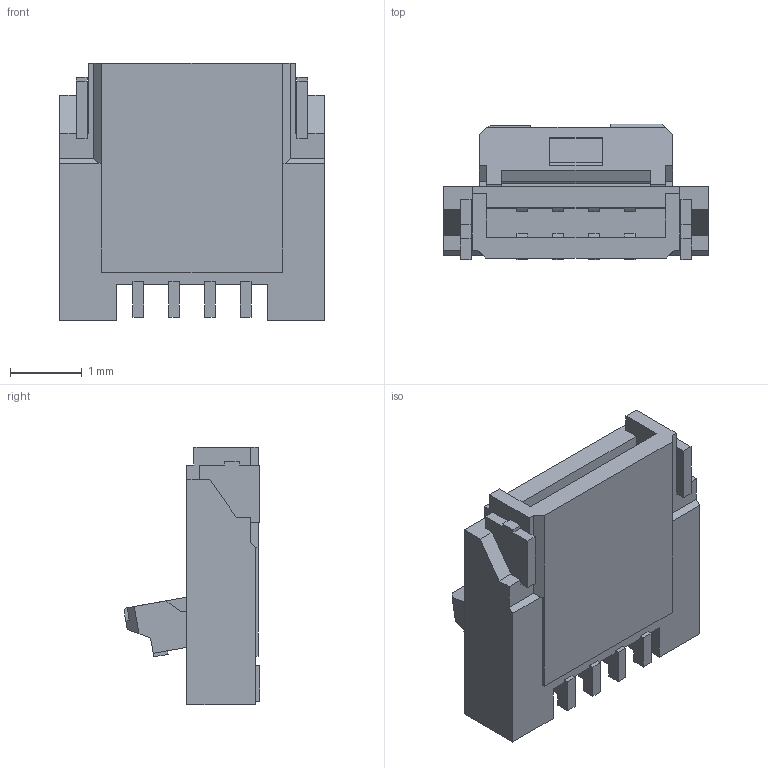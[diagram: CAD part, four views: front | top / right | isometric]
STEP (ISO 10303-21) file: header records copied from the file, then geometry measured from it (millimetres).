
FILE_DESCRIPTION((''),'2;1');
FILE_NAME('5034800400','2019-03-11T',('gga'),(''),'PRO/ENGINEER BY PARAMETRIC TECHNOLOGY CORPORATION, 2016010','PRO/ENGINEER BY PARAMETRIC TECHNOLOGY CORPORATION, 2016010','');
FILE_SCHEMA(('CONFIG_CONTROL_DESIGN'));
Length unit declared in the file: millimetre
Products named in the file (1): 5034800400
Bounding box: 3.7 x 1.9 x 3.6 mm (x, y, z)
Volume: 8.9 mm3; surface area: 69.6 mm2
Topology: 1 solids, 1 shells, 275 faces, 799 edges, 539 vertices
Faces by surface type: plane 253, cylinder 22
Entity records: 8955 total; most frequent: CARTESIAN_POINT 1594, ORIENTED_EDGE 1550, DIRECTION 1397, EDGE_CURVE 775, VECTOR 751, LINE 751, VERTEX_POINT 515, AXIS2_PLACEMENT_3D 323
